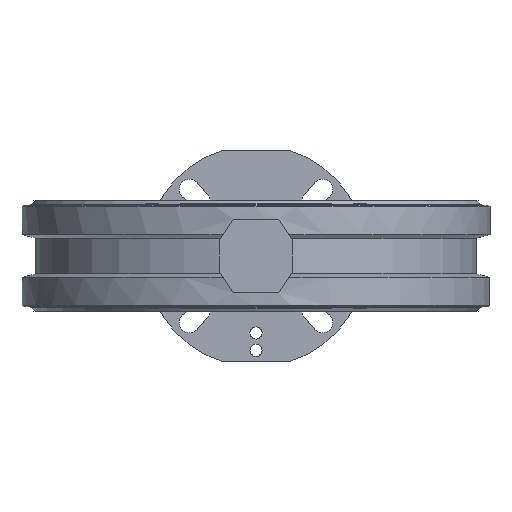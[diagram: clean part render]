
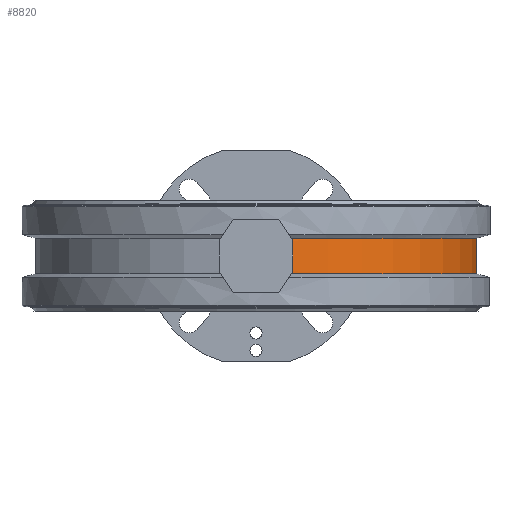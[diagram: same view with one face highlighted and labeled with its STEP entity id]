
A CAD part, front view. The second image highlights one B-rep face of the part: STEP entity #8820.
In plain terms, the highlighted cylindrical face has radius 146.5 mm (diameter 293 mm), a partial arc.
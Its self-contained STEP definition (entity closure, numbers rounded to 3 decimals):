
#717 = VECTOR ( 'NONE', #33789, 1000. ) ;
#768 = FACE_OUTER_BOUND ( 'NONE', #29464, .T. ) ;
#1641 = CARTESIAN_POINT ( 'NONE',  ( 23.286, -144.638, -11.853 ) ) ;
#1732 = LINE ( 'NONE', #29451, #9509 ) ;
#1824 = CARTESIAN_POINT ( 'NONE',  ( 23.691, -144.572, 11.235 ) ) ;
#2846 = ORIENTED_EDGE ( 'NONE', *, *, #6500, .F. ) ;
#3258 = VERTEX_POINT ( 'NONE', #35186 ) ;
#3262 = CARTESIAN_POINT ( 'NONE',  ( 62.689, 132.41, 7. ) ) ;
#3765 = ORIENTED_EDGE ( 'NONE', *, *, #4776, .T. ) ;
#3879 = CARTESIAN_POINT ( 'NONE',  ( 0., 0., -7. ) ) ;
#4039 = CARTESIAN_POINT ( 'NONE',  ( 0., 0., 7. ) ) ;
#4776 = EDGE_CURVE ( 'NONE', #30657, #3258, #12994, .T. ) ;
#6291 = VERTEX_POINT ( 'NONE', #36437 ) ;
#6500 = EDGE_CURVE ( 'NONE', #36009, #10534, #24147, .T. ) ;
#6809 = DIRECTION ( 'NONE',  ( 1., 0., 0. ) ) ;
#6992 = DIRECTION ( 'NONE',  ( 1., 0., 0. ) ) ;
#7134 = VERTEX_POINT ( 'NONE', #31513 ) ;
#7380 = DIRECTION ( 'NONE',  ( 1., 0., 0. ) ) ;
#7598 = CARTESIAN_POINT ( 'NONE',  ( 62.044, 132.713, 55.8 ) ) ;
#8269 = CARTESIAN_POINT ( 'NONE',  ( 24.5, -144.437, 55.8 ) ) ;
#8368 = ORIENTED_EDGE ( 'NONE', *, *, #36926, .F. ) ;
#8604 = CARTESIAN_POINT ( 'NONE',  ( 24.5, -144.437, 10. ) ) ;
#8820 = ADVANCED_FACE ( 'NONE', ( #768 ), #28192, .T. ) ;
#9509 = VECTOR ( 'NONE', #32539, 1000. ) ;
#10177 = CARTESIAN_POINT ( 'NONE',  ( 0., 0., -11.853 ) ) ;
#10473 = CARTESIAN_POINT ( 'NONE',  ( 24.5, -144.437, -10. ) ) ;
#10534 = VERTEX_POINT ( 'NONE', #8604 ) ;
#11074 = CARTESIAN_POINT ( 'NONE',  ( 24.5, -144.437, -10. ) ) ;
#11203 = ORIENTED_EDGE ( 'NONE', *, *, #20661, .T. ) ;
#11240 = DIRECTION ( 'NONE',  ( 0., 0., 1. ) ) ;
#11771 = ORIENTED_EDGE ( 'NONE', *, *, #24048, .F. ) ;
#12994 = CIRCLE ( 'NONE', #28031, 146.5 ) ;
#13116 = DIRECTION ( 'NONE',  ( 1., 0., 0. ) ) ;
#13648 = CARTESIAN_POINT ( 'NONE',  ( 0., 0., 11.853 ) ) ;
#15420 = CARTESIAN_POINT ( 'NONE',  ( 23.286, -144.638, -11.853 ) ) ;
#15614 = EDGE_CURVE ( 'NONE', #7134, #6291, #1732, .T. ) ;
#15727 = EDGE_CURVE ( 'NONE', #22054, #34411, #33291, .T. ) ;
#15839 = ORIENTED_EDGE ( 'NONE', *, *, #18150, .F. ) ;
#16162 = CARTESIAN_POINT ( 'NONE',  ( 24.5, -144.437, 10. ) ) ;
#16578 = DIRECTION ( 'NONE',  ( 1., 0., 0. ) ) ;
#17292 =( BOUNDED_CURVE ( )  B_SPLINE_CURVE ( 3, ( #16162, #28021, #1824, #22252 ),
 .UNSPECIFIED., .F., .F. ) 
 B_SPLINE_CURVE_WITH_KNOTS ( ( 4, 4 ),
 ( 4.544, 4.553 ),
 .UNSPECIFIED. ) 
 CURVE ( )  GEOMETRIC_REPRESENTATION_ITEM ( )  RATIONAL_B_SPLINE_CURVE ( ( 1., 1., 1., 1. ) ) 
 REPRESENTATION_ITEM ( '' )  );
#17784 = AXIS2_PLACEMENT_3D ( 'NONE', #4039, #24466, #6992 ) ;
#17817 = ORIENTED_EDGE ( 'NONE', *, *, #26789, .T. ) ;
#18150 = EDGE_CURVE ( 'NONE', #30150, #6291, #22038, .T. ) ;
#18591 = CIRCLE ( 'NONE', #17784, 146.5 ) ;
#19848 = ORIENTED_EDGE ( 'NONE', *, *, #37385, .F. ) ;
#19890 = ORIENTED_EDGE ( 'NONE', *, *, #15727, .T. ) ;
#20127 = VECTOR ( 'NONE', #30995, 1000. ) ;
#20661 = EDGE_CURVE ( 'NONE', #34411, #30657, #35745, .T. ) ;
#22038 = CIRCLE ( 'NONE', #25838, 146.5 ) ;
#22054 = VERTEX_POINT ( 'NONE', #15420 ) ;
#22172 = CARTESIAN_POINT ( 'NONE',  ( 23.286, -144.638, 11.853 ) ) ;
#22252 = CARTESIAN_POINT ( 'NONE',  ( 23.286, -144.638, 11.853 ) ) ;
#23302 =( BOUNDED_CURVE ( )  B_SPLINE_CURVE ( 3, ( #1641, #25027, #27954, #10473 ),
 .UNSPECIFIED., .F., .F. ) 
 B_SPLINE_CURVE_WITH_KNOTS ( ( 4, 4 ),
 ( 4.872, 4.88 ),
 .UNSPECIFIED. ) 
 CURVE ( )  GEOMETRIC_REPRESENTATION_ITEM ( )  RATIONAL_B_SPLINE_CURVE ( ( 1., 1., 1., 1. ) ) 
 REPRESENTATION_ITEM ( '' )  );
#24048 = EDGE_CURVE ( 'NONE', #10534, #30150, #17292, .T. ) ;
#24147 = LINE ( 'NONE', #8269, #31048 ) ;
#24308 = DIRECTION ( 'NONE',  ( 0., 0., -1. ) ) ;
#24466 = DIRECTION ( 'NONE',  ( 0., 0., -1. ) ) ;
#25027 = CARTESIAN_POINT ( 'NONE',  ( 23.691, -144.572, -11.235 ) ) ;
#25838 = AXIS2_PLACEMENT_3D ( 'NONE', #13648, #34110, #16578 ) ;
#26789 = EDGE_CURVE ( 'NONE', #3258, #32699, #30914, .T. ) ;
#27671 = DIRECTION ( 'NONE',  ( 0., 0., 1. ) ) ;
#27954 = CARTESIAN_POINT ( 'NONE',  ( 24.096, -144.505, -10.617 ) ) ;
#28021 = CARTESIAN_POINT ( 'NONE',  ( 24.096, -144.505, 10.617 ) ) ;
#28031 = AXIS2_PLACEMENT_3D ( 'NONE', #3879, #24308, #6809 ) ;
#28192 = CYLINDRICAL_SURFACE ( 'NONE', #32602, 146.5 ) ;
#29451 = CARTESIAN_POINT ( 'NONE',  ( 62.044, 132.713, 55.8 ) ) ;
#29464 = EDGE_LOOP ( 'NONE', ( #19848, #37100, #15839, #11771, #2846, #8368, #19890, #11203, #3765, #17817 ) ) ;
#30150 = VERTEX_POINT ( 'NONE', #22172 ) ;
#30607 = DIRECTION ( 'NONE',  ( 0., 0., 1. ) ) ;
#30633 = CARTESIAN_POINT ( 'NONE',  ( 0., 0., 55.8 ) ) ;
#30657 = VERTEX_POINT ( 'NONE', #32025 ) ;
#30846 = CARTESIAN_POINT ( 'NONE',  ( 62.689, 132.41, 55.8 ) ) ;
#30914 = LINE ( 'NONE', #30846, #717 ) ;
#30995 = DIRECTION ( 'NONE',  ( 0., 0., 1. ) ) ;
#31048 = VECTOR ( 'NONE', #11240, 1000. ) ;
#31513 = CARTESIAN_POINT ( 'NONE',  ( 62.044, 132.713, 7. ) ) ;
#32025 = CARTESIAN_POINT ( 'NONE',  ( 62.044, 132.713, -7. ) ) ;
#32539 = DIRECTION ( 'NONE',  ( 0., 0., 1. ) ) ;
#32602 = AXIS2_PLACEMENT_3D ( 'NONE', #30633, #27671, #7380 ) ;
#32699 = VERTEX_POINT ( 'NONE', #3262 ) ;
#33291 = CIRCLE ( 'NONE', #33871, 146.5 ) ;
#33789 = DIRECTION ( 'NONE',  ( 0., 0., 1. ) ) ;
#33871 = AXIS2_PLACEMENT_3D ( 'NONE', #10177, #30607, #13116 ) ;
#34110 = DIRECTION ( 'NONE',  ( 0., 0., 1. ) ) ;
#34411 = VERTEX_POINT ( 'NONE', #36334 ) ;
#35186 = CARTESIAN_POINT ( 'NONE',  ( 62.689, 132.41, -7. ) ) ;
#35745 = LINE ( 'NONE', #7598, #20127 ) ;
#36009 = VERTEX_POINT ( 'NONE', #11074 ) ;
#36334 = CARTESIAN_POINT ( 'NONE',  ( 62.044, 132.713, -11.853 ) ) ;
#36437 = CARTESIAN_POINT ( 'NONE',  ( 62.044, 132.713, 11.853 ) ) ;
#36926 = EDGE_CURVE ( 'NONE', #22054, #36009, #23302, .T. ) ;
#37100 = ORIENTED_EDGE ( 'NONE', *, *, #15614, .T. ) ;
#37385 = EDGE_CURVE ( 'NONE', #7134, #32699, #18591, .T. ) ;
